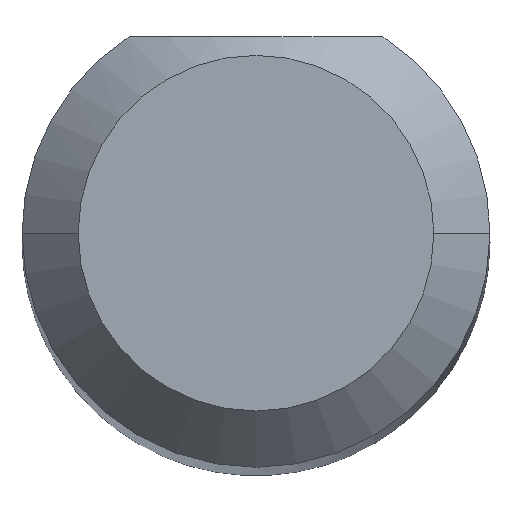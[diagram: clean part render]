
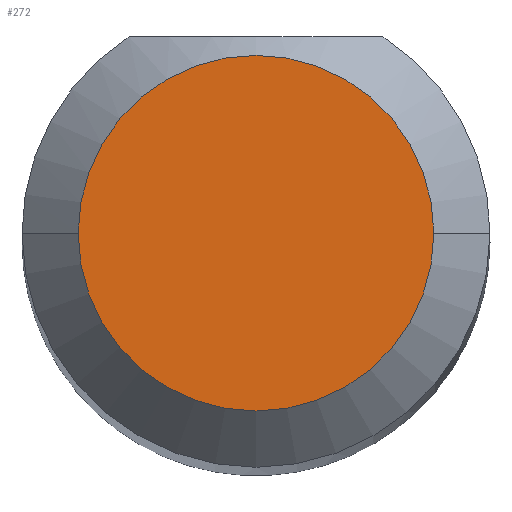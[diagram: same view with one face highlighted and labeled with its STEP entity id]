
A CAD part, top view. The second image highlights one B-rep face of the part: STEP entity #272.
In plain terms, the highlighted planar face has unit normal (0, 0, 1).
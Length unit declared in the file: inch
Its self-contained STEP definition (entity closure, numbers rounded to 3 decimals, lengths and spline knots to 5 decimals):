
#11 = AXIS2_PLACEMENT_3D ( 'NONE', #18, #34, #125 ) ;
#18 = CARTESIAN_POINT ( 'NONE',  ( 0., 0., 1.5 ) ) ;
#28 = CIRCLE ( 'NONE', #66, 0.0475 ) ;
#34 = DIRECTION ( 'NONE',  ( 0., 0., 1. ) ) ;
#66 = AXIS2_PLACEMENT_3D ( 'NONE', #379, #289, #116 ) ;
#76 = PLANE ( 'NONE',  #11 ) ;
#116 = DIRECTION ( 'NONE',  ( 1., 0., 0. ) ) ;
#125 = DIRECTION ( 'NONE',  ( 1., 0., 0. ) ) ;
#147 = ORIENTED_EDGE ( 'NONE', *, *, #270, .T. ) ;
#154 = VERTEX_POINT ( 'NONE', #181 ) ;
#178 = AXIS2_PLACEMENT_3D ( 'NONE', #517, #266, #394 ) ;
#181 = CARTESIAN_POINT ( 'NONE',  ( 0.0475, 0., 1.5 ) ) ;
#215 = EDGE_LOOP ( 'NONE', ( #147, #252 ) ) ;
#252 = ORIENTED_EDGE ( 'NONE', *, *, #500, .T. ) ;
#266 = DIRECTION ( 'NONE',  ( 0., 0., 1. ) ) ;
#270 = EDGE_CURVE ( 'NONE', #449, #154, #28, .T. ) ;
#272 = ADVANCED_FACE ( 'NONE', ( #452 ), #76, .T. ) ;
#289 = DIRECTION ( 'NONE',  ( 0., 0., 1. ) ) ;
#331 = CIRCLE ( 'NONE', #178, 0.0475 ) ;
#379 = CARTESIAN_POINT ( 'NONE',  ( 0., 0., 1.5 ) ) ;
#394 = DIRECTION ( 'NONE',  ( 1., 0., 0. ) ) ;
#449 = VERTEX_POINT ( 'NONE', #465 ) ;
#452 = FACE_OUTER_BOUND ( 'NONE', #215, .T. ) ;
#465 = CARTESIAN_POINT ( 'NONE',  ( -0.0475, 0., 1.5 ) ) ;
#500 = EDGE_CURVE ( 'NONE', #154, #449, #331, .T. ) ;
#517 = CARTESIAN_POINT ( 'NONE',  ( 0., 0., 1.5 ) ) ;
